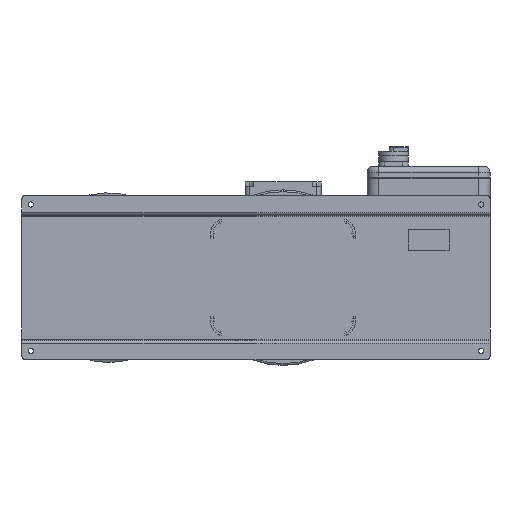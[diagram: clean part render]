
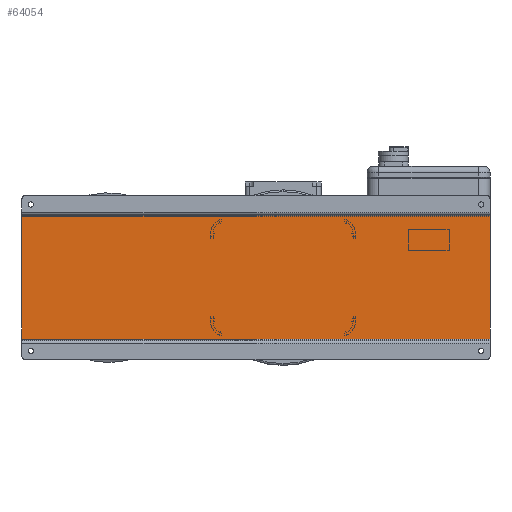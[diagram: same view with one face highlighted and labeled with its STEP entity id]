
A CAD part, front view. The second image highlights one B-rep face of the part: STEP entity #64054.
In plain terms, the highlighted planar face has unit normal (0, -1, 0).
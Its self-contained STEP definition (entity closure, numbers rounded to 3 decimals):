
#221 = DIRECTION ( 'NONE',  ( 0., 0., -1. ) ) ;
#2961 = AXIS2_PLACEMENT_3D ( 'NONE', #44816, #74646, #59027 ) ;
#3705 = VERTEX_POINT ( 'NONE', #62005 ) ;
#6663 = EDGE_CURVE ( 'NONE', #3705, #41706, #33790, .T. ) ;
#14048 = PLANE ( 'NONE',  #2961 ) ;
#14183 = EDGE_CURVE ( 'NONE', #3705, #76396, #85559, .T. ) ;
#15009 = FACE_OUTER_BOUND ( 'NONE', #78175, .T. ) ;
#17782 = VECTOR ( 'NONE', #61063, 1000. ) ;
#27039 = VERTEX_POINT ( 'NONE', #63562 ) ;
#31088 = ORIENTED_EDGE ( 'NONE', *, *, #43633, .T. ) ;
#32668 = LINE ( 'NONE', #62453, #17782 ) ;
#33790 = LINE ( 'NONE', #84499, #54940 ) ;
#38065 = VECTOR ( 'NONE', #82511, 1000. ) ;
#40868 = DIRECTION ( 'NONE',  ( -1., 0., 0. ) ) ;
#41706 = VERTEX_POINT ( 'NONE', #51364 ) ;
#43633 = EDGE_CURVE ( 'NONE', #41706, #27039, #32668, .T. ) ;
#44816 = CARTESIAN_POINT ( 'NONE',  ( 400., 51., -105. ) ) ;
#48374 = EDGE_CURVE ( 'NONE', #76396, #27039, #62588, .T. ) ;
#51364 = CARTESIAN_POINT ( 'NONE',  ( -400., 51., 105. ) ) ;
#54940 = VECTOR ( 'NONE', #40868, 1000. ) ;
#57524 = CARTESIAN_POINT ( 'NONE',  ( 400., 51., 105. ) ) ;
#59027 = DIRECTION ( 'NONE',  ( 0., 0., 1. ) ) ;
#60578 = VECTOR ( 'NONE', #221, 1000. ) ;
#61063 = DIRECTION ( 'NONE',  ( 0., 0., -1. ) ) ;
#62005 = CARTESIAN_POINT ( 'NONE',  ( 400., 51., 105. ) ) ;
#62453 = CARTESIAN_POINT ( 'NONE',  ( -400., 51., -105. ) ) ;
#62588 = LINE ( 'NONE', #75418, #38065 ) ;
#63562 = CARTESIAN_POINT ( 'NONE',  ( -400., 51., -105. ) ) ;
#64054 = ADVANCED_FACE ( 'NONE', ( #15009 ), #14048, .F. ) ;
#65369 = ORIENTED_EDGE ( 'NONE', *, *, #48374, .F. ) ;
#72943 = ORIENTED_EDGE ( 'NONE', *, *, #14183, .F. ) ;
#74646 = DIRECTION ( 'NONE',  ( 0., 1., 0. ) ) ;
#75418 = CARTESIAN_POINT ( 'NONE',  ( 400., 51., -105. ) ) ;
#76396 = VERTEX_POINT ( 'NONE', #86619 ) ;
#78175 = EDGE_LOOP ( 'NONE', ( #31088, #65369, #72943, #93063 ) ) ;
#82511 = DIRECTION ( 'NONE',  ( -1., 0., 0. ) ) ;
#84499 = CARTESIAN_POINT ( 'NONE',  ( 400., 51., 105. ) ) ;
#85559 = LINE ( 'NONE', #57524, #60578 ) ;
#86619 = CARTESIAN_POINT ( 'NONE',  ( 400., 51., -105. ) ) ;
#93063 = ORIENTED_EDGE ( 'NONE', *, *, #6663, .T. ) ;
